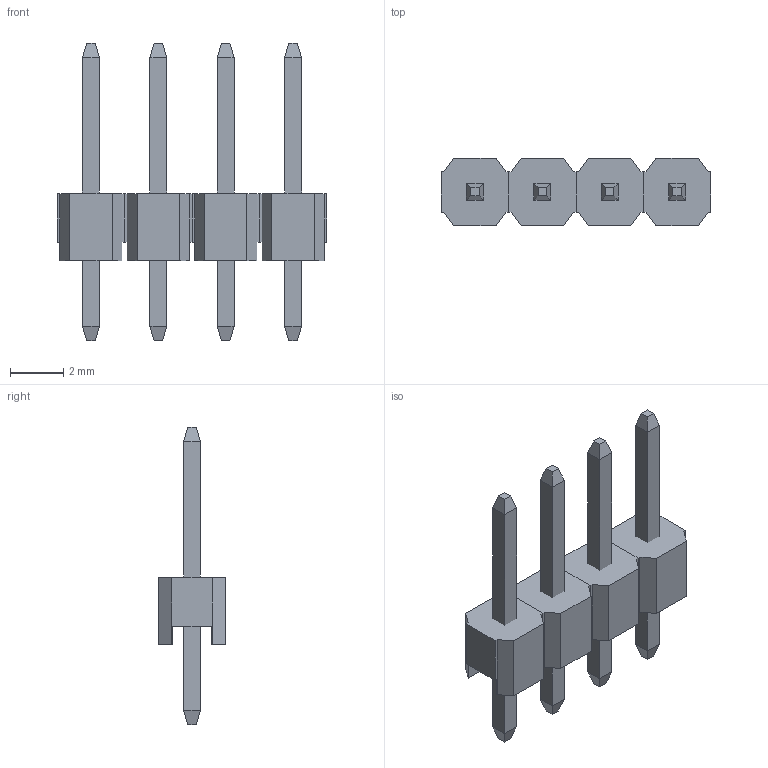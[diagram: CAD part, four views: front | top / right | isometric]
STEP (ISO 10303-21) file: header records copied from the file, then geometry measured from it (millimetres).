
FILE_DESCRIPTION(('FreeCAD Model'),'2;1');
FILE_NAME('1x4-male-pin-header.step', '2016-06-22T15:10:22',(''),(''),'Open CASCADE STEP processor 6.8', 'FreeCAD','Unknown');
FILE_SCHEMA(('AUTOMOTIVE_DESIGN_CC2 { 1 2 10303 214 -1 1 5 4 }'));
Length unit declared in the file: inch
Products named in the file (3): ASSEMBLY; pin-support-array; pin-array
Assembly tree (2 placements, depth 2):
  ASSEMBLY
    pin-support-array
    pin-array
Bounding box: 10.16 x 2.54 x 11.2 mm (x, y, z)
Volume: 66.7 mm3; surface area: 256.8 mm2
Topology: 8 solids, 8 shells, 144 faces, 336 edges, 208 vertices
Faces by surface type: plane 112, bspline 32
Entity records: 8302 total; most frequent: CARTESIAN_POINT 1595, DIRECTION 1102, LINE 872, VECTOR 872, ORIENTED_EDGE 672, PCURVE 672, DEFINITIONAL_REPRESENTATION 672, EDGE_CURVE 336
